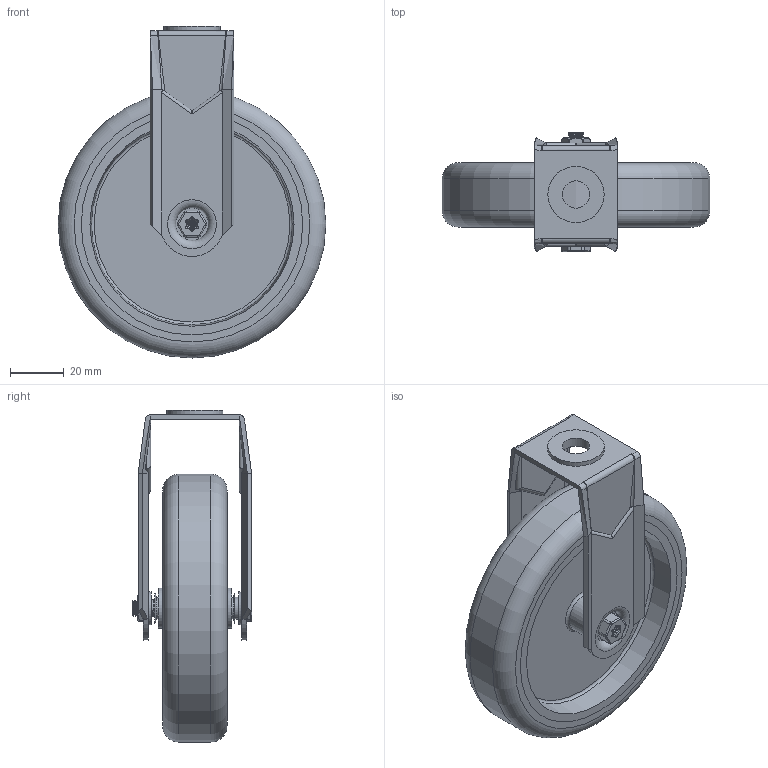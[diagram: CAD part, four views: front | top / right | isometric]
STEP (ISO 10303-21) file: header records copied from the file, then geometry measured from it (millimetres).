
FILE_DESCRIPTION(/* description */ ('','CAx-IF Rec.Pracs.---Representation and Presentation of Product Manufacturing Information (PMI)---4.0---2014-10-13'),/* implementation_level */ '2;1');
FILE_NAME(/* name */ 'BZRAF100VGRBH10.step',/* time_stamp */ '2025-03-06T10:28:27Z',/* author */ (''),/* organization */ (''),/* preprocessor_version */ 'ST-DEVELOPER v20',/* originating_system */ 'Autodesk Translation Framework v13.20.0.188',/* authorisation */ '');
FILE_SCHEMA (('AP242_MANAGED_MODEL_BASED_3D_ENGINEERING_MIM_LF { 1 0 10303 442 1 1 4 }'));
Length unit declared in the file: millimetre
Products named in the file (12): BZRAF100VGRBH10; BZRAF100ASBH10 v1; ZINC PLATED PRESSED STEEL FORKS; BZL100WVGR8 v1; THERMOPLASTIC RUBBER TYRE; POLYPROPYLENE RIM; TUBEM8X30 v1; ZINC PLATED AXLE TUBE; BOLTBZRA6MM v2; ZINC PLATED AXLE BOLT; NM6GR8HALFGR8 v1; ZINC PLATED LOCKING NUT
Assembly tree (11 placements, depth 3):
  BZRAF100VGRBH10
    BZRAF100ASBH10 v1
      ZINC PLATED PRESSED STEEL FORKS
    BZL100WVGR8 v1
      THERMOPLASTIC RUBBER TYRE
      POLYPROPYLENE RIM
    TUBEM8X30 v1
      ZINC PLATED AXLE TUBE
    BOLTBZRA6MM v2
      ZINC PLATED AXLE BOLT
    NM6GR8HALFGR8 v1
      ZINC PLATED LOCKING NUT
Bounding box: 100 x 44.75 x 124 mm (x, y, z)
Volume: 118694.8 mm3; surface area: 55509.9 mm2
Topology: 6 solids, 6 shells, 279 faces, 689 edges, 428 vertices
Faces by surface type: cylinder 98, plane 76, bspline 64, torus 23, cone 18
Full cylindrical faces by diameter (mm): 4.744 x2, 5.884 x4, 6 x2, 6.2 x1, 6.3 x1, 7.95 x1, 8 x1, 8.2 x2, 10.2 x1, 15 x2, 21 x1, 82.75 x2, 100 x1
Entity records: 24536 total; most frequent: CARTESIAN_POINT 17930, ORIENTED_EDGE 1366, DIRECTION 1264, EDGE_CURVE 683, AXIS2_PLACEMENT_3D 516, VERTEX_POINT 428, EDGE_LOOP 305, FACE_OUTER_BOUND 279
